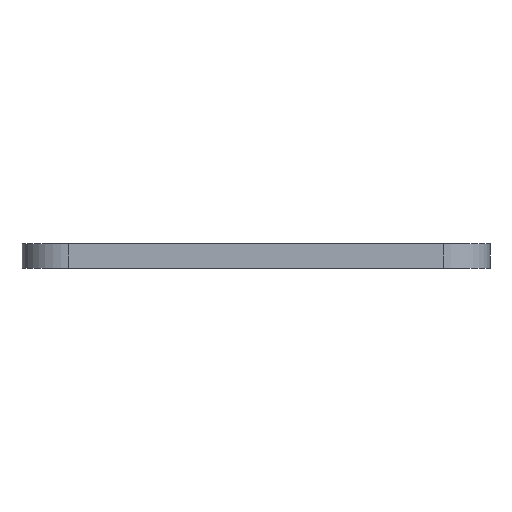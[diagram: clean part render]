
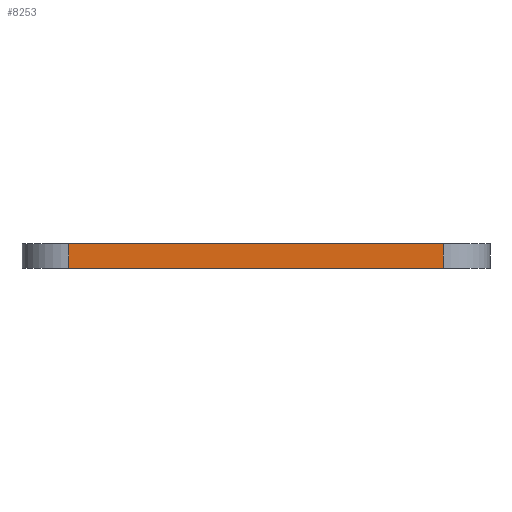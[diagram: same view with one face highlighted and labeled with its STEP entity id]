
A CAD part, left-side view. The second image highlights one B-rep face of the part: STEP entity #8253.
In plain terms, the highlighted planar face has unit normal (-1, 0, 0).
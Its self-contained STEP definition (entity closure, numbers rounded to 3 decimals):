
#84 = PLANE('',#85);
#85 = AXIS2_PLACEMENT_3D('',#86,#87,#88);
#86 = CARTESIAN_POINT('',(148.501,-105.004,1.6));
#87 = DIRECTION('',(0.,0.,1.));
#88 = DIRECTION('',(1.,0.,-0.));
#139 = PLANE('',#140);
#140 = AXIS2_PLACEMENT_3D('',#141,#142,#143);
#141 = CARTESIAN_POINT('',(148.501,-105.004,0.));
#142 = DIRECTION('',(0.,0.,1.));
#143 = DIRECTION('',(1.,0.,-0.));
#172 = CYLINDRICAL_SURFACE('',#173,3.);
#173 = AXIS2_PLACEMENT_3D('',#174,#175,#176);
#174 = CARTESIAN_POINT('',(119.001,-117.004,0.));
#175 = DIRECTION('',(-0.,-0.,-1.));
#176 = DIRECTION('',(1.,0.,-0.));
#361 = VERTEX_POINT('',#362);
#362 = CARTESIAN_POINT('',(116.001,-93.004,0.));
#377 = CYLINDRICAL_SURFACE('',#378,3.);
#378 = AXIS2_PLACEMENT_3D('',#379,#380,#381);
#379 = CARTESIAN_POINT('',(119.001,-93.004,0.));
#380 = DIRECTION('',(-0.,-0.,-1.));
#381 = DIRECTION('',(1.,0.,-0.));
#389 = EDGE_CURVE('',#361,#390,#392,.T.);
#390 = VERTEX_POINT('',#391);
#391 = CARTESIAN_POINT('',(116.001,-117.004,0.));
#392 = SURFACE_CURVE('',#393,(#397,#404),.PCURVE_S1.);
#393 = LINE('',#394,#395);
#394 = CARTESIAN_POINT('',(116.001,-93.004,0.));
#395 = VECTOR('',#396,1.);
#396 = DIRECTION('',(0.,-1.,0.));
#397 = PCURVE('',#139,#398);
#398 = DEFINITIONAL_REPRESENTATION('',(#399),#403);
#399 = LINE('',#400,#401);
#400 = CARTESIAN_POINT('',(-32.5,12.));
#401 = VECTOR('',#402,1.);
#402 = DIRECTION('',(0.,-1.));
#403 = ( GEOMETRIC_REPRESENTATION_CONTEXT(2) 
PARAMETRIC_REPRESENTATION_CONTEXT() REPRESENTATION_CONTEXT('2D SPACE',''
  ) );
#404 = PCURVE('',#405,#410);
#405 = PLANE('',#406);
#406 = AXIS2_PLACEMENT_3D('',#407,#408,#409);
#407 = CARTESIAN_POINT('',(116.001,-93.004,0.));
#408 = DIRECTION('',(1.,0.,-0.));
#409 = DIRECTION('',(0.,-1.,0.));
#410 = DEFINITIONAL_REPRESENTATION('',(#411),#415);
#411 = LINE('',#412,#413);
#412 = CARTESIAN_POINT('',(0.,0.));
#413 = VECTOR('',#414,1.);
#414 = DIRECTION('',(1.,0.));
#415 = ( GEOMETRIC_REPRESENTATION_CONTEXT(2) 
PARAMETRIC_REPRESENTATION_CONTEXT() REPRESENTATION_CONTEXT('2D SPACE',''
  ) );
#4647 = VERTEX_POINT('',#4648);
#4648 = CARTESIAN_POINT('',(116.001,-93.004,1.6));
#4670 = EDGE_CURVE('',#4647,#4671,#4673,.T.);
#4671 = VERTEX_POINT('',#4672);
#4672 = CARTESIAN_POINT('',(116.001,-117.004,1.6));
#4673 = SURFACE_CURVE('',#4674,(#4678,#4685),.PCURVE_S1.);
#4674 = LINE('',#4675,#4676);
#4675 = CARTESIAN_POINT('',(116.001,-93.004,1.6));
#4676 = VECTOR('',#4677,1.);
#4677 = DIRECTION('',(0.,-1.,0.));
#4678 = PCURVE('',#84,#4679);
#4679 = DEFINITIONAL_REPRESENTATION('',(#4680),#4684);
#4680 = LINE('',#4681,#4682);
#4681 = CARTESIAN_POINT('',(-32.5,12.));
#4682 = VECTOR('',#4683,1.);
#4683 = DIRECTION('',(0.,-1.));
#4684 = ( GEOMETRIC_REPRESENTATION_CONTEXT(2) 
PARAMETRIC_REPRESENTATION_CONTEXT() REPRESENTATION_CONTEXT('2D SPACE',''
  ) );
#4685 = PCURVE('',#405,#4686);
#4686 = DEFINITIONAL_REPRESENTATION('',(#4687),#4691);
#4687 = LINE('',#4688,#4689);
#4688 = CARTESIAN_POINT('',(0.,-1.6));
#4689 = VECTOR('',#4690,1.);
#4690 = DIRECTION('',(1.,0.));
#4691 = ( GEOMETRIC_REPRESENTATION_CONTEXT(2) 
PARAMETRIC_REPRESENTATION_CONTEXT() REPRESENTATION_CONTEXT('2D SPACE',''
  ) );
#8203 = EDGE_CURVE('',#390,#4671,#8204,.T.);
#8204 = SURFACE_CURVE('',#8205,(#8209,#8216),.PCURVE_S1.);
#8205 = LINE('',#8206,#8207);
#8206 = CARTESIAN_POINT('',(116.001,-117.004,0.));
#8207 = VECTOR('',#8208,1.);
#8208 = DIRECTION('',(0.,0.,1.));
#8209 = PCURVE('',#172,#8210);
#8210 = DEFINITIONAL_REPRESENTATION('',(#8211),#8215);
#8211 = LINE('',#8212,#8213);
#8212 = CARTESIAN_POINT('',(-3.142,0.));
#8213 = VECTOR('',#8214,1.);
#8214 = DIRECTION('',(-0.,-1.));
#8215 = ( GEOMETRIC_REPRESENTATION_CONTEXT(2) 
PARAMETRIC_REPRESENTATION_CONTEXT() REPRESENTATION_CONTEXT('2D SPACE',''
  ) );
#8216 = PCURVE('',#405,#8217);
#8217 = DEFINITIONAL_REPRESENTATION('',(#8218),#8222);
#8218 = LINE('',#8219,#8220);
#8219 = CARTESIAN_POINT('',(24.,0.));
#8220 = VECTOR('',#8221,1.);
#8221 = DIRECTION('',(0.,-1.));
#8222 = ( GEOMETRIC_REPRESENTATION_CONTEXT(2) 
PARAMETRIC_REPRESENTATION_CONTEXT() REPRESENTATION_CONTEXT('2D SPACE',''
  ) );
#8253 = ADVANCED_FACE('',(#8254),#405,.F.);
#8254 = FACE_BOUND('',#8255,.F.);
#8255 = EDGE_LOOP('',(#8256,#8277,#8278,#8279));
#8256 = ORIENTED_EDGE('',*,*,#8257,.T.);
#8257 = EDGE_CURVE('',#361,#4647,#8258,.T.);
#8258 = SURFACE_CURVE('',#8259,(#8263,#8270),.PCURVE_S1.);
#8259 = LINE('',#8260,#8261);
#8260 = CARTESIAN_POINT('',(116.001,-93.004,0.));
#8261 = VECTOR('',#8262,1.);
#8262 = DIRECTION('',(0.,0.,1.));
#8263 = PCURVE('',#405,#8264);
#8264 = DEFINITIONAL_REPRESENTATION('',(#8265),#8269);
#8265 = LINE('',#8266,#8267);
#8266 = CARTESIAN_POINT('',(0.,0.));
#8267 = VECTOR('',#8268,1.);
#8268 = DIRECTION('',(0.,-1.));
#8269 = ( GEOMETRIC_REPRESENTATION_CONTEXT(2) 
PARAMETRIC_REPRESENTATION_CONTEXT() REPRESENTATION_CONTEXT('2D SPACE',''
  ) );
#8270 = PCURVE('',#377,#8271);
#8271 = DEFINITIONAL_REPRESENTATION('',(#8272),#8276);
#8272 = LINE('',#8273,#8274);
#8273 = CARTESIAN_POINT('',(-3.142,0.));
#8274 = VECTOR('',#8275,1.);
#8275 = DIRECTION('',(-0.,-1.));
#8276 = ( GEOMETRIC_REPRESENTATION_CONTEXT(2) 
PARAMETRIC_REPRESENTATION_CONTEXT() REPRESENTATION_CONTEXT('2D SPACE',''
  ) );
#8277 = ORIENTED_EDGE('',*,*,#4670,.T.);
#8278 = ORIENTED_EDGE('',*,*,#8203,.F.);
#8279 = ORIENTED_EDGE('',*,*,#389,.F.);
